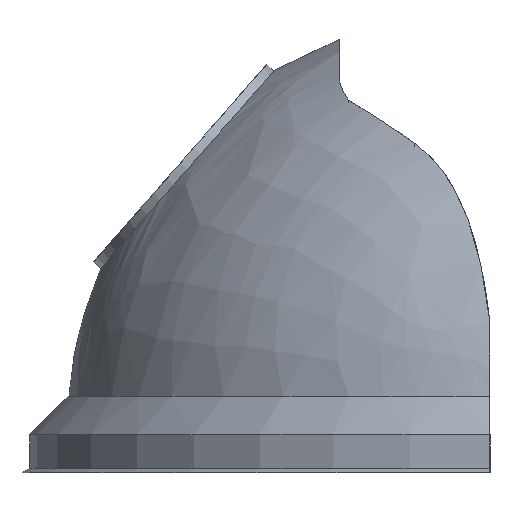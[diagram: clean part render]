
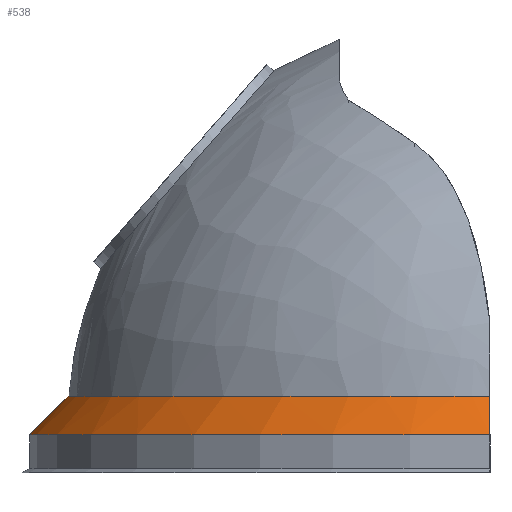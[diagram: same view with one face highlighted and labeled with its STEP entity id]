
A CAD part, left-side view. The second image highlights one B-rep face of the part: STEP entity #538.
In plain terms, the highlighted conical face has half-angle 45 degrees and reference radius 148.018 mm.
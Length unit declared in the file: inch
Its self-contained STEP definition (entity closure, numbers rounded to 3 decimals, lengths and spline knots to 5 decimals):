
#17=CONICAL_SURFACE('',#585,5.8275,0.785);
#25=CIRCLE('',#586,6.1);
#80=B_SPLINE_CURVE_WITH_KNOTS('',3,(#1574,#1575,#1576,#1577,#1578,#1579,
#1580,#1581,#1582,#1583,#1584,#1585,#1586,#1587,#1588,#1589,#1590,#1591,
#1592,#1593,#1594,#1595,#1596,#1597,#1598,#1599,#1600,#1601,#1602,#1603),
 .UNSPECIFIED.,.F.,.F.,(4,2,2,2,2,2,2,2,2,2,2,2,2,2,4),(0.,
1.63816,2.80176,4.44973,6.94578,12.50949,
18.04891,23.59092,29.13559,34.68255,40.14133,
41.8377,43.00125,43.87907,44.68514),
 .UNSPECIFIED.);
#97=FACE_OUTER_BOUND('',#130,.T.);
#130=EDGE_LOOP('',(#436,#437,#438,#439));
#162=LINE('',#1606,#201);
#163=LINE('',#1609,#202);
#201=VECTOR('',#673,0.3937);
#202=VECTOR('',#676,0.3937);
#250=VERTEX_POINT('',#1544);
#255=VERTEX_POINT('',#1556);
#256=VERTEX_POINT('',#1605);
#257=VERTEX_POINT('',#1607);
#321=EDGE_CURVE('',#250,#255,#80,.T.);
#322=EDGE_CURVE('',#256,#255,#162,.T.);
#323=EDGE_CURVE('',#256,#257,#25,.T.);
#324=EDGE_CURVE('',#250,#257,#163,.T.);
#436=ORIENTED_EDGE('',*,*,#321,.T.);
#437=ORIENTED_EDGE('',*,*,#322,.F.);
#438=ORIENTED_EDGE('',*,*,#323,.T.);
#439=ORIENTED_EDGE('',*,*,#324,.F.);
#538=ADVANCED_FACE('',(#97),#17,.T.);
#585=AXIS2_PLACEMENT_3D('',#1604,#671,#672);
#586=AXIS2_PLACEMENT_3D('',#1608,#674,#675);
#671=DIRECTION('center_axis',(0.,0.,-1.));
#672=DIRECTION('ref_axis',(1.,0.,0.));
#673=DIRECTION('',(-0.707,0.,0.707));
#674=DIRECTION('center_axis',(0.,0.,
1.));
#675=DIRECTION('ref_axis',(1.,0.,0.));
#676=DIRECTION('',(-0.707,0.,-0.707));
#1544=CARTESIAN_POINT('',(-11.19644,0.,1.01356));
#1556=CARTESIAN_POINT('',(-0.02356,0.,1.01356));
#1574=CARTESIAN_POINT('Ctrl Pts',(-11.19644,0.,
1.01356));
#1575=CARTESIAN_POINT('Ctrl Pts',(-11.19644,0.21498,1.01356));
#1576=CARTESIAN_POINT('Ctrl Pts',(-11.18403,0.42978,1.01356));
#1577=CARTESIAN_POINT('Ctrl Pts',(-11.14169,0.79502,1.01356));
#1578=CARTESIAN_POINT('Ctrl Pts',(-11.11789,0.94592,1.01356));
#1579=CARTESIAN_POINT('Ctrl Pts',(-11.04553,1.30773,1.01356));
#1580=CARTESIAN_POINT('Ctrl Pts',(-10.99083,1.51716,1.01356));
#1581=CARTESIAN_POINT('Ctrl Pts',(-10.82311,2.03448,1.01356));
#1582=CARTESIAN_POINT('Ctrl Pts',(-10.69488,2.33659,1.01356));
#1583=CARTESIAN_POINT('Ctrl Pts',(-10.19773,3.27019,1.01355));
#1584=CARTESIAN_POINT('Ctrl Pts',(-9.73151,3.84117,1.01355));
#1585=CARTESIAN_POINT('Ctrl Pts',(-8.60831,4.76937,1.01355));
#1586=CARTESIAN_POINT('Ctrl Pts',(-7.9629,5.11866,1.01355));
#1587=CARTESIAN_POINT('Ctrl Pts',(-6.57423,5.55045,1.01355));
#1588=CARTESIAN_POINT('Ctrl Pts',(-5.84419,5.62871,1.01355));
#1589=CARTESIAN_POINT('Ctrl Pts',(-4.39486,5.50102,1.01355));
#1590=CARTESIAN_POINT('Ctrl Pts',(-3.68944,5.29615,1.01355));
#1591=CARTESIAN_POINT('Ctrl Pts',(-2.39659,4.62734,1.01355));
#1592=CARTESIAN_POINT('Ctrl Pts',(-1.82161,4.16969,1.01355));
#1593=CARTESIAN_POINT('Ctrl Pts',(-0.88707,3.06846,1.01356));
#1594=CARTESIAN_POINT('Ctrl Pts',(-0.5329,2.43816,1.01356));
#1595=CARTESIAN_POINT('Ctrl Pts',(-0.23738,1.54688,1.01356));
#1596=CARTESIAN_POINT('Ctrl Pts',(-0.18001,1.33157,1.01356));
#1597=CARTESIAN_POINT('Ctrl Pts',(-0.1052,0.96379,
1.01356));
#1598=CARTESIAN_POINT('Ctrl Pts',(-0.08092,0.81297,
1.01356));
#1599=CARTESIAN_POINT('Ctrl Pts',(-0.0492,0.54696,
1.01356));
#1600=CARTESIAN_POINT('Ctrl Pts',(-0.03911,0.43217,
1.01356));
#1601=CARTESIAN_POINT('Ctrl Pts',(-0.02656,0.21155,
1.01356));
#1602=CARTESIAN_POINT('Ctrl Pts',(-0.02356,0.10578,
1.01356));
#1603=CARTESIAN_POINT('Ctrl Pts',(-0.02356,0.,
1.01356));
#1604=CARTESIAN_POINT('Origin',(-5.61,-0.00001,0.7725));
#1605=CARTESIAN_POINT('',(0.49,0.,0.5));
#1606=CARTESIAN_POINT('',(0.49,0.,0.5));
#1607=CARTESIAN_POINT('',(-11.71,0.,0.5));
#1608=CARTESIAN_POINT('Origin',(-5.61,-0.00001,0.5));
#1609=CARTESIAN_POINT('',(-11.71,0.,0.5));
